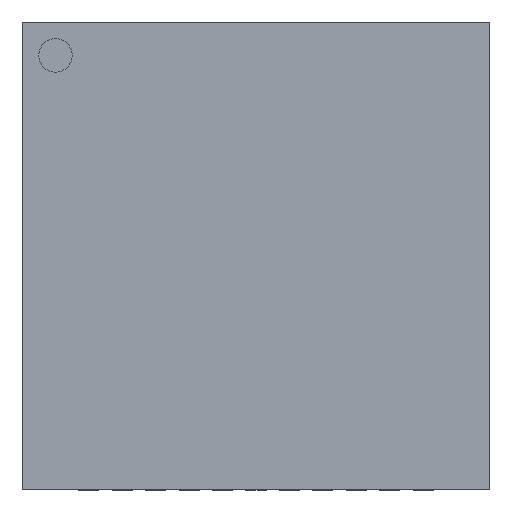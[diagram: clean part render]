
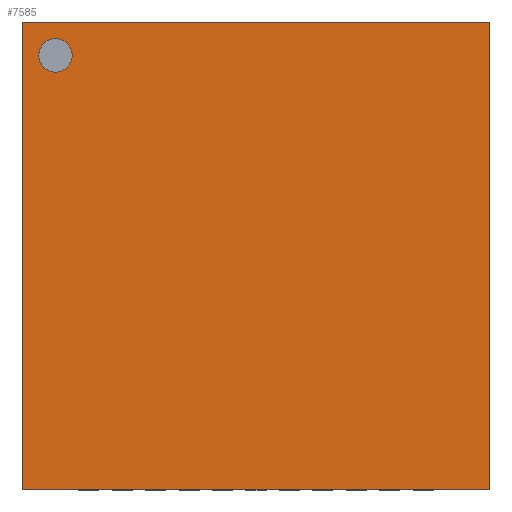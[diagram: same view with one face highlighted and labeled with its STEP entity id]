
A CAD part, top view. The second image highlights one B-rep face of the part: STEP entity #7585.
In plain terms, the highlighted planar face has unit normal (0, 0, 1).
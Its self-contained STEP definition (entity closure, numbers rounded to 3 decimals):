
#65=FACE_BOUND($,#1073,.T.);
#202=PLANE($,#8227);
#614=FACE_OUTER_BOUND($,#1072,.T.);
#1072=EDGE_LOOP($,(#6082,#6083,#6084,#6085));
#1073=EDGE_LOOP($,(#6086));
#1796=LINE($,#11844,#2700);
#1798=LINE($,#11854,#2702);
#1799=LINE($,#11856,#2703);
#1800=LINE($,#11857,#2704);
#2700=VECTOR($,#9573,7.);
#2702=VECTOR($,#9585,7.);
#2703=VECTOR($,#9586,7.);
#2704=VECTOR($,#9587,7.);
#3248=CIRCLE($,#8225,0.25);
#3695=VERTEX_POINT($,#11841);
#3696=VERTEX_POINT($,#11843);
#3698=VERTEX_POINT($,#11849);
#3699=VERTEX_POINT($,#11853);
#3700=VERTEX_POINT($,#11855);
#4596=EDGE_CURVE($,#3696,#3695,#1796,.T.);
#4599=EDGE_CURVE($,#3698,#3698,#3248,.T.);
#4600=EDGE_CURVE($,#3695,#3699,#1798,.T.);
#4601=EDGE_CURVE($,#3699,#3700,#1799,.T.);
#4602=EDGE_CURVE($,#3700,#3696,#1800,.T.);
#6082=ORIENTED_EDGE($,*,*,#4600,.T.);
#6083=ORIENTED_EDGE($,*,*,#4601,.T.);
#6084=ORIENTED_EDGE($,*,*,#4602,.T.);
#6085=ORIENTED_EDGE($,*,*,#4596,.T.);
#6086=ORIENTED_EDGE($,*,*,#4599,.T.);
#7585=ADVANCED_FACE($,(#614,#65),#202,.T.);
#8225=AXIS2_PLACEMENT_3D($,#11850,#9579,#9580);
#8227=AXIS2_PLACEMENT_3D($,#11852,#9583,#9584);
#9573=DIRECTION($,(0.,-1.,0.));
#9579=DIRECTION('center_axis',(0.,0.,-1.));
#9580=DIRECTION('ref_axis',(1.,0.,0.));
#9583=DIRECTION('center_axis',(0.,0.,1.));
#9584=DIRECTION('ref_axis',(0.,-1.,0.));
#9585=DIRECTION($,(1.,0.,0.));
#9586=DIRECTION($,(0.,1.,0.));
#9587=DIRECTION($,(-1.,0.,0.));
#11841=CARTESIAN_POINT('',(-3.5,-3.5,1.));
#11843=CARTESIAN_POINT('',(-3.5,3.5,1.));
#11844=CARTESIAN_POINT($,(-3.5,0.,1.));
#11849=CARTESIAN_POINT('',(-3.25,3.,1.));
#11850=CARTESIAN_POINT('Origin',(-3.,3.,1.));
#11852=CARTESIAN_POINT('Origin',(0.,0.,1.));
#11853=CARTESIAN_POINT('',(3.5,-3.5,1.));
#11854=CARTESIAN_POINT($,(0.,-3.5,1.));
#11855=CARTESIAN_POINT('',(3.5,3.5,1.));
#11856=CARTESIAN_POINT($,(3.5,0.,1.));
#11857=CARTESIAN_POINT($,(0.,3.5,1.));
